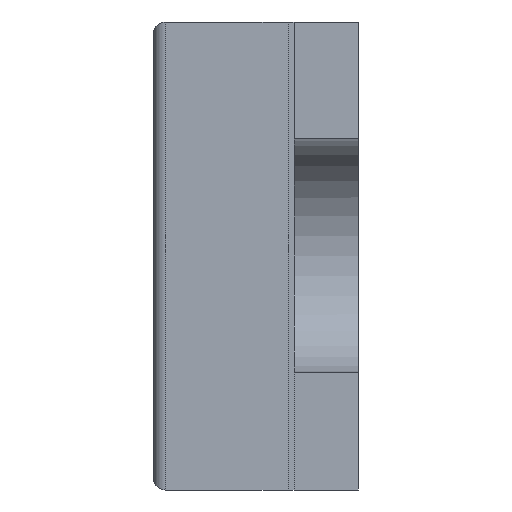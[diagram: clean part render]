
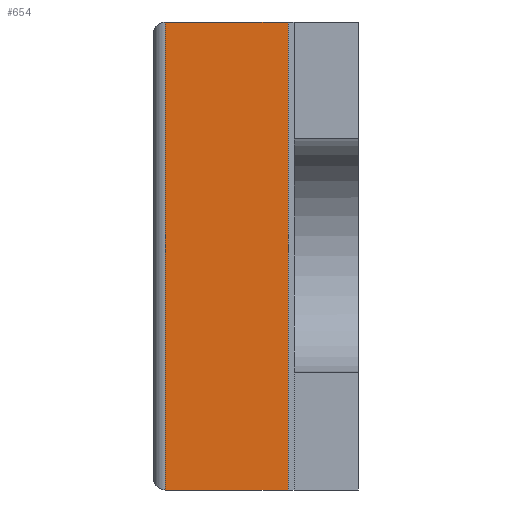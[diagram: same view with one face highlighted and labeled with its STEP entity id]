
A CAD part, left-side view. The second image highlights one B-rep face of the part: STEP entity #654.
In plain terms, the highlighted planar face has unit normal (-1, 0, 0).
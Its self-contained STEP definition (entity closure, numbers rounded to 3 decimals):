
#67 = DIRECTION ( 'NONE',  ( 0., 0., 1. ) ) ;
#162 = LINE ( 'NONE', #1385, #1088 ) ;
#177 = LINE ( 'NONE', #1164, #593 ) ;
#187 = VERTEX_POINT ( 'NONE', #841 ) ;
#198 = EDGE_CURVE ( 'NONE', #1225, #591, #1198, .T. ) ;
#223 = VECTOR ( 'NONE', #230, 1000. ) ;
#224 = CARTESIAN_POINT ( 'NONE',  ( -0.55, 0.21, -0.4 ) ) ;
#230 = DIRECTION ( 'NONE',  ( 0., -1., 0. ) ) ;
#247 = AXIS2_PLACEMENT_3D ( 'NONE', #1159, #838, #394 ) ;
#394 = DIRECTION ( 'NONE',  ( 0., 0., -1. ) ) ;
#445 = LINE ( 'NONE', #569, #223 ) ;
#502 = EDGE_LOOP ( 'NONE', ( #1199, #963, #709, #1409 ) ) ;
#505 = PLANE ( 'NONE',  #247 ) ;
#517 = FACE_OUTER_BOUND ( 'NONE', #502, .T. ) ;
#569 = CARTESIAN_POINT ( 'NONE',  ( -0.55, 0.23, 0.4 ) ) ;
#573 = CARTESIAN_POINT ( 'NONE',  ( -0.55, 0.23, -0.4 ) ) ;
#591 = VERTEX_POINT ( 'NONE', #665 ) ;
#593 = VECTOR ( 'NONE', #600, 1000. ) ;
#600 = DIRECTION ( 'NONE',  ( 0., 0., -1. ) ) ;
#654 = ADVANCED_FACE ( 'NONE', ( #517 ), #505, .F. ) ;
#665 = CARTESIAN_POINT ( 'NONE',  ( -0.55, 0., -0.4 ) ) ;
#688 = EDGE_CURVE ( 'NONE', #591, #912, #162, .T. ) ;
#709 = ORIENTED_EDGE ( 'NONE', *, *, #198, .T. ) ;
#727 = EDGE_CURVE ( 'NONE', #187, #1225, #177, .T. ) ;
#825 = EDGE_CURVE ( 'NONE', #187, #912, #445, .T. ) ;
#838 = DIRECTION ( 'NONE',  ( 1., 0., 0. ) ) ;
#841 = CARTESIAN_POINT ( 'NONE',  ( -0.55, 0.21, 0.4 ) ) ;
#894 = VECTOR ( 'NONE', #1315, 1000. ) ;
#912 = VERTEX_POINT ( 'NONE', #924 ) ;
#924 = CARTESIAN_POINT ( 'NONE',  ( -0.55, 0., 0.4 ) ) ;
#963 = ORIENTED_EDGE ( 'NONE', *, *, #727, .T. ) ;
#1088 = VECTOR ( 'NONE', #67, 1000. ) ;
#1159 = CARTESIAN_POINT ( 'NONE',  ( -0.55, 0.23, -0.4 ) ) ;
#1164 = CARTESIAN_POINT ( 'NONE',  ( -0.55, 0.21, -0.4 ) ) ;
#1198 = LINE ( 'NONE', #573, #894 ) ;
#1199 = ORIENTED_EDGE ( 'NONE', *, *, #825, .F. ) ;
#1225 = VERTEX_POINT ( 'NONE', #224 ) ;
#1315 = DIRECTION ( 'NONE',  ( 0., -1., 0. ) ) ;
#1385 = CARTESIAN_POINT ( 'NONE',  ( -0.55, 0., -0.4 ) ) ;
#1409 = ORIENTED_EDGE ( 'NONE', *, *, #688, .T. ) ;
